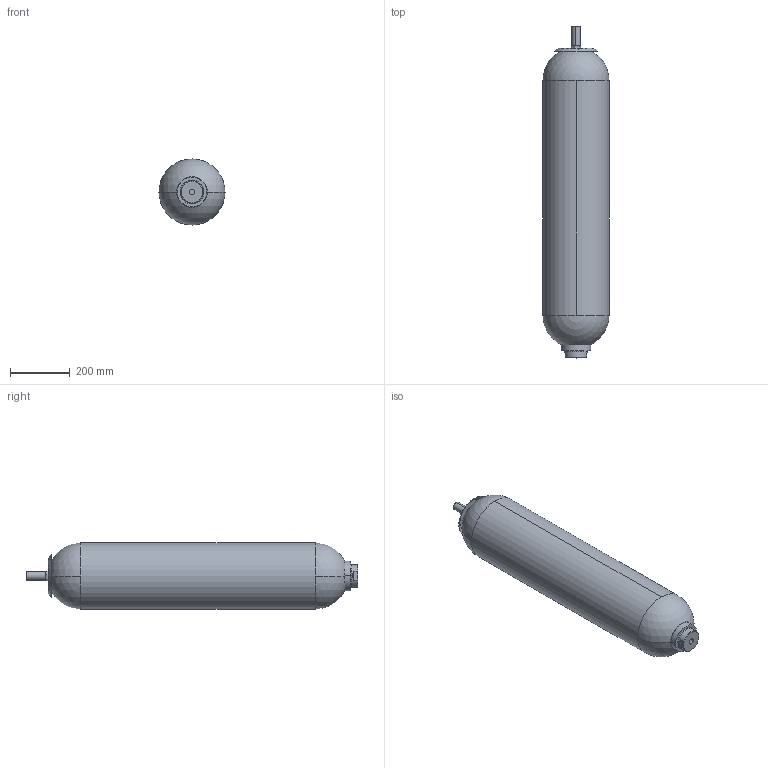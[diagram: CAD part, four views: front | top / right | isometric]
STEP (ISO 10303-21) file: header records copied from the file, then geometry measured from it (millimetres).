
FILE_DESCRIPTION (( 'STEP AP214' ), '1' );
FILE_NAME ('280SA-CZ-341.STEP', '2021-08-13T10:08:34', ( '' ), ( '' ), 'SwSTEP 2.0', 'SolidWorks 2017', '' );
FILE_SCHEMA (( 'AUTOMOTIVE_DESIGN' ));
Length unit declared in the file: millimetre
Products named in the file (1): 280SA-CZ-341
Bounding box: 221.29 x 1112.19 x 221.29 mm (x, y, z)
Surface area: 757438.5 mm2 (no closed solid volume)
Topology: 0 solids, 6 shells, 48 faces, 124 edges, 79 vertices
Faces by surface type: cone 17, plane 17, cylinder 10, sphere 4
Entity records: 2070 total; most frequent: CARTESIAN_POINT 386, DIRECTION 253, ORIENTED_EDGE 209, EDGE_CURVE 120, AXIS2_PLACEMENT_3D 110, VERTEX_POINT 79, CIRCLE 61, EDGE_LOOP 54
